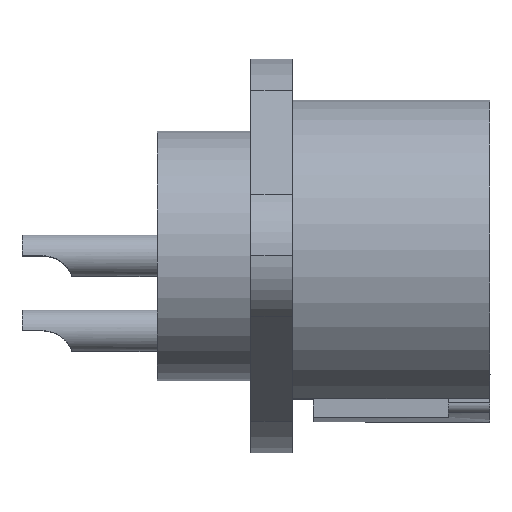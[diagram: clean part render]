
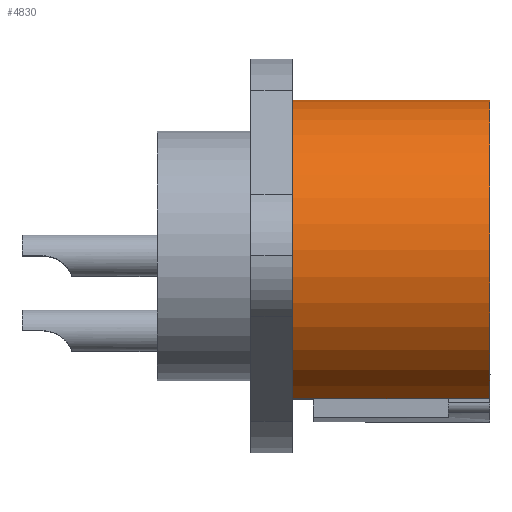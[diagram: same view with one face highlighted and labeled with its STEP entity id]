
A CAD part, top view. The second image highlights one B-rep face of the part: STEP entity #4830.
In plain terms, the highlighted cylindrical face has radius 7.5 mm (diameter 15 mm), a partial arc.
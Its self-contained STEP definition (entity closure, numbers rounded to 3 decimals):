
#4340=CARTESIAN_POINT('',(11.25,0.,0.));
#4350=DIRECTION('',(-1.,0.,0.));
#4360=DIRECTION('',(0.,1.,0.));
#4370=AXIS2_PLACEMENT_3D('',#4340,#4350,#4360);
#4380=CYLINDRICAL_SURFACE('',#4370,7.5);
#4390=CARTESIAN_POINT('',(11.25,7.5,0.));
#4400=DIRECTION('',(-1.,0.,0.));
#4410=VECTOR('',#4400,1.);
#4420=LINE('',#4390,#4410);
#4430=CARTESIAN_POINT('',(16.,7.5,0.));
#4440=VERTEX_POINT('',#4430);
#4450=CARTESIAN_POINT('',(6.5,7.5,0.));
#4460=VERTEX_POINT('',#4450);
#4470=EDGE_CURVE('',#4440,#4460,#4420,.T.);
#4480=ORIENTED_EDGE('',*,*,#4470,.T.);
#4490=CARTESIAN_POINT('',(16.,0.,0.));
#4500=DIRECTION('',(1.,0.,0.));
#4510=DIRECTION('',(0.,1.,0.));
#4520=AXIS2_PLACEMENT_3D('',#4490,#4500,#4510);
#4530=CIRCLE('',#4520,7.5);
#4540=CARTESIAN_POINT('',(16.,-6.874,3.));
#4550=VERTEX_POINT('',#4540);
#4560=EDGE_CURVE('',#4440,#4550,#4530,.T.);
#4570=ORIENTED_EDGE('',*,*,#4560,.F.);
#4580=CARTESIAN_POINT('',(11.25,-6.874,3.));
#4590=DIRECTION('',(-1.,0.,0.));
#4600=VECTOR('',#4590,1.);
#4610=LINE('',#4580,#4600);
#4620=CARTESIAN_POINT('',(14.,-6.874,3.));
#4630=VERTEX_POINT('',#4620);
#4640=EDGE_CURVE('',#4550,#4630,#4610,.T.);
#4650=ORIENTED_EDGE('',*,*,#4640,.F.);
#4660=CARTESIAN_POINT('',(11.25,-6.874,3.));
#4670=DIRECTION('',(-1.,0.,0.));
#4680=VECTOR('',#4670,1.);
#4690=LINE('',#4660,#4680);
#4700=CARTESIAN_POINT('',(6.5,-6.874,3.));
#4710=VERTEX_POINT('',#4700);
#4720=EDGE_CURVE('',#4630,#4710,#4690,.T.);
#4730=ORIENTED_EDGE('',*,*,#4720,.F.);
#4740=CARTESIAN_POINT('',(6.5,0.,0.));
#4750=DIRECTION('',(1.,0.,0.));
#4760=DIRECTION('',(0.,1.,0.));
#4770=AXIS2_PLACEMENT_3D('',#4740,#4750,#4760);
#4780=CIRCLE('',#4770,7.5);
#4790=EDGE_CURVE('',#4460,#4710,#4780,.T.);
#4800=ORIENTED_EDGE('',*,*,#4790,.T.);
#4810=EDGE_LOOP('',(#4800,#4730,#4650,#4570,#4480));
#4820=FACE_OUTER_BOUND('',#4810,.T.);
#4830=ADVANCED_FACE('',(#4820),#4380,.T.);
